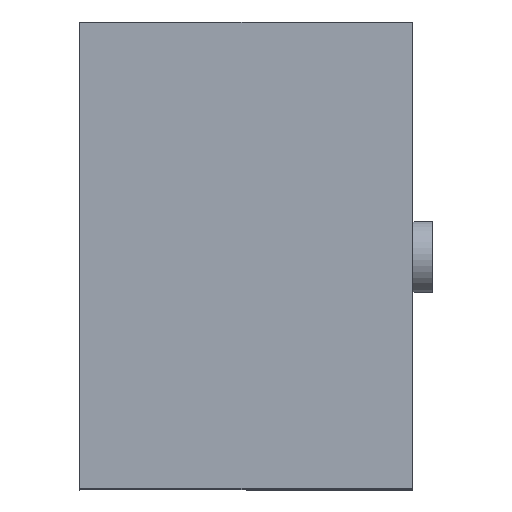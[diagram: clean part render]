
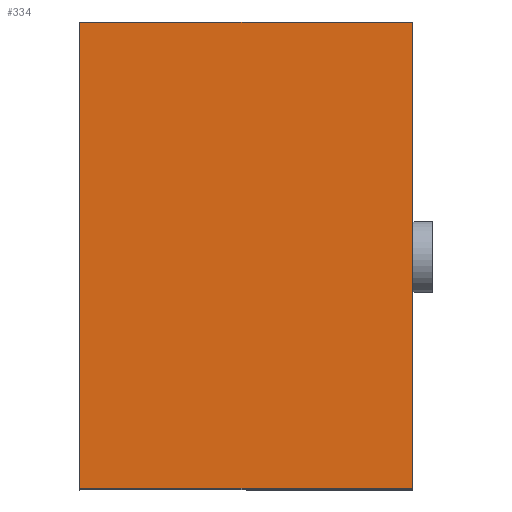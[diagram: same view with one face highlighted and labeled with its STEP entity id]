
A CAD part, top view. The second image highlights one B-rep face of the part: STEP entity #334.
In plain terms, the highlighted planar face has unit normal (0, 0, 1).
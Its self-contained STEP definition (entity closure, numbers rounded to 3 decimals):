
#204=CARTESIAN_POINT('',(12.499,-17.499,28.5));
#205=VERTEX_POINT('',#204);
#206=CARTESIAN_POINT('',(-12.499,-17.499,28.5));
#207=VERTEX_POINT('',#206);
#208=CARTESIAN_POINT('',(12.499,-17.499,28.5));
#209=DIRECTION('',(-1.0,0.0,0.0));
#210=VECTOR('',#209,24.998);
#211=LINE('',#208,#210);
#212=EDGE_CURVE('',#205,#207,#211,.T.);
#244=CARTESIAN_POINT('',(-12.499,17.499,28.5));
#245=VERTEX_POINT('',#244);
#246=CARTESIAN_POINT('',(-12.499,-17.499,28.5));
#247=DIRECTION('',(0.0,1.0,0.0));
#248=VECTOR('',#247,34.998);
#249=LINE('',#246,#248);
#250=EDGE_CURVE('',#207,#245,#249,.T.);
#275=CARTESIAN_POINT('',(12.499,17.499,28.5));
#276=VERTEX_POINT('',#275);
#277=CARTESIAN_POINT('',(-12.499,17.499,28.5));
#278=DIRECTION('',(1.0,0.0,0.0));
#279=VECTOR('',#278,24.998);
#280=LINE('',#277,#279);
#281=EDGE_CURVE('',#245,#276,#280,.T.);
#306=CARTESIAN_POINT('',(12.499,17.499,28.5));
#307=DIRECTION('',(0.0,-1.0,0.0));
#308=VECTOR('',#307,34.998);
#309=LINE('',#306,#308);
#310=EDGE_CURVE('',#276,#205,#309,.T.);
#323=CARTESIAN_POINT('',(0.,0.,28.5));
#324=DIRECTION('',(0.0,0.0,1.0));
#325=DIRECTION('',(1.0,0.0,0.0));
#326=AXIS2_PLACEMENT_3D('',#323,#324,#325);
#327=PLANE('',#326);
#328=ORIENTED_EDGE('',*,*,#212,.F.);
#329=ORIENTED_EDGE('',*,*,#310,.F.);
#330=ORIENTED_EDGE('',*,*,#281,.F.);
#331=ORIENTED_EDGE('',*,*,#250,.F.);
#332=EDGE_LOOP('',(#328,#329,#330,#331));
#333=FACE_OUTER_BOUND('',#332,.T.);
#334=ADVANCED_FACE('',(#333),#327,.T.);
